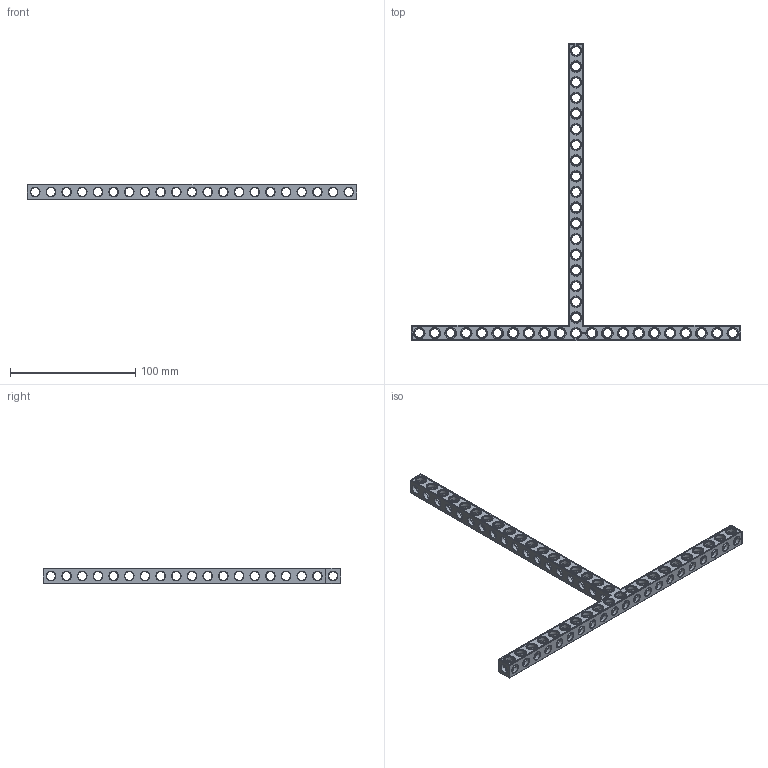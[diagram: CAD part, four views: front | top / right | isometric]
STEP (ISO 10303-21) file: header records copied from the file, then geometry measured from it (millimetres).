
FILE_DESCRIPTION(('FreeCAD Model'),'2;1');
FILE_NAME('Open CASCADE Shape Model','2022-01-29T23:17:09',( 'Paulo Kiefe'),('STEMFIE.org'),'Open CASCADE STEP processor 7.4', 'FreeCAD','Unknown');
FILE_SCHEMA(('AUTOMOTIVE_DESIGN { 1 0 10303 214 1 1 1 1 }'));
Products named in the file (1): Beam_TSH_SYM_ESS_BU21x19x01_-_SPN-BEM-1188_(stemfie.org)
Bounding box: 262.5 x 237.5 x 12.5 mm (x, y, z)
Volume: 38096.1 mm3; surface area: 34042.3 mm2
Topology: 1 solids, 1 shells, 974 faces, 3071 edges, 2019 vertices
Faces by surface type: plane 423, cylinder 237, cone 160, extrusion 154
Full cylindrical faces by diameter (mm): 6.98 x22, 7 x176, 9.2 x39
Entity records: 123431 total; most frequent: CARTESIAN_POINT 66624, DIRECTION 9181, ORIENTED_EDGE 6142, PCURVE 6142, DEFINITIONAL_REPRESENTATION 6142, VECTOR 5506, LINE 5352, EDGE_CURVE 3071
